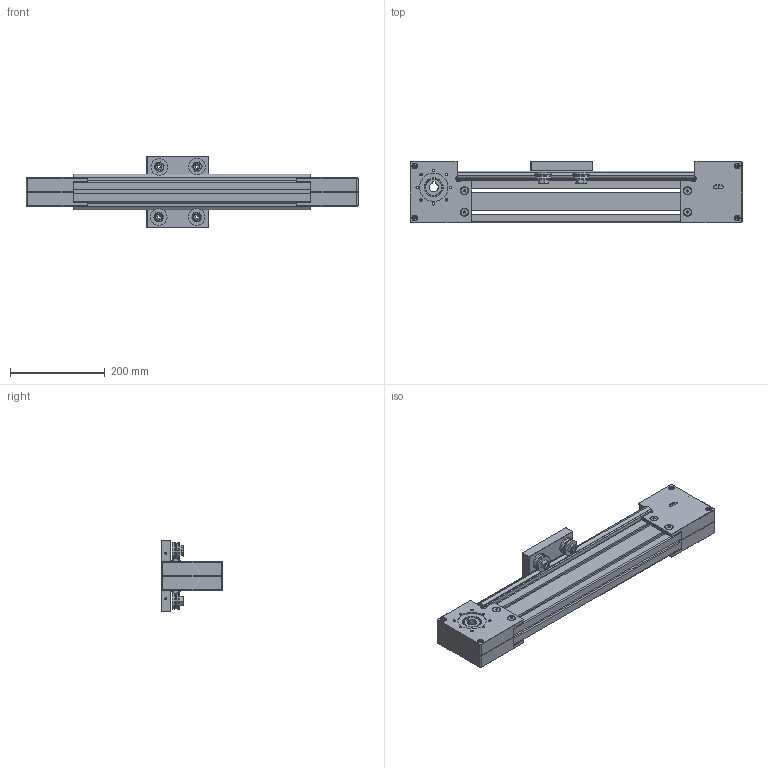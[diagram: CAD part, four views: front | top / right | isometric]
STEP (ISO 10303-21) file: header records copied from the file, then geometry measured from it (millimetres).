
FILE_DESCRIPTION (( 'STEP AP203' ), '1' );
FILE_NAME ('800.060.STEP', '2015-08-04T08:34:17', ( '' ), ( '' ), 'SwSTEP 2.0', 'SolidWorks 2012', '' );
FILE_SCHEMA (( 'CONFIG_CONTROL_DESIGN' ));
Length unit declared in the file: millimetre
Products named in the file (1): 800.060
Bounding box: 700 x 130 x 150 mm (x, y, z)
Surface area: 508390.3 mm2 (no closed solid volume)
Topology: 0 solids, 49 shells, 832 faces, 4777 edges, 3815 vertices
Faces by surface type: plane 431, cylinder 205, cone 140, torus 56
Entity records: 46016 total; most frequent: CARTESIAN_POINT 9722, DIRECTION 7412, ORIENTED_EDGE 6330, EDGE_CURVE 4749, VERTEX_POINT 3815, VECTOR 3614, LINE 3614, AXIS2_PLACEMENT_3D 1899
